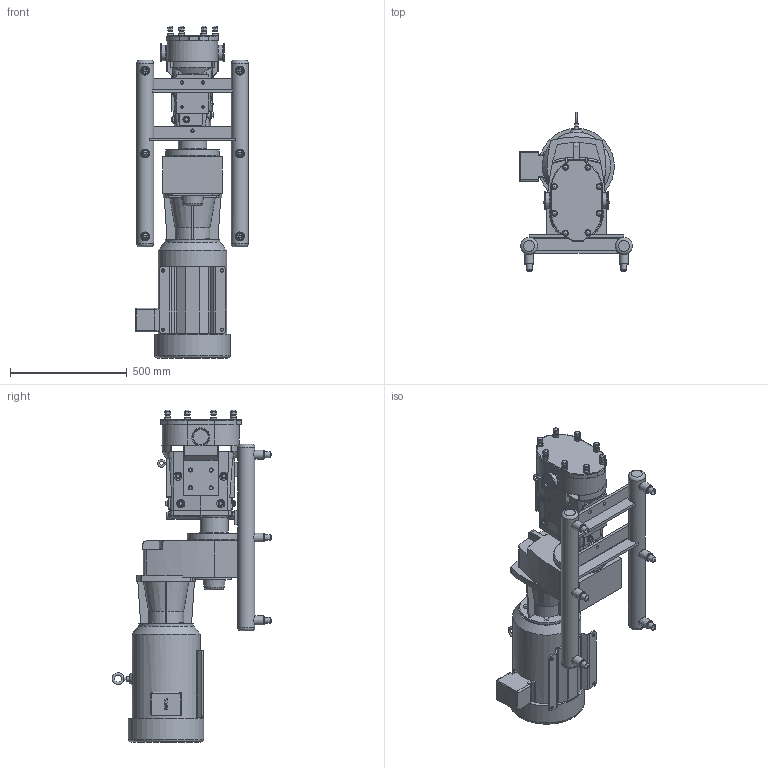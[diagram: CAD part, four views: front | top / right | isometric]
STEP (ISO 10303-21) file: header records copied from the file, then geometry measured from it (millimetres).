
FILE_DESCRIPTION(/* description */ (''),/* implementation_level */ '2;1');
FILE_NAME(/* name */ 'U3_060U3_256TC_2.5x2.5_S-Line_20HP_LH_SM.stp',/* time_stamp */ '2021-05-24T19:10:42+06:00',/* author */ ('trtmhr'),/* organization */ (''),/* preprocessor_version */ 'ST-DEVELOPER v18.1',/* originating_system */ 'Autodesk Inventor 2020',/* authorisation */ '');
FILE_SCHEMA (('AUTOMOTIVE_DESIGN { 1 0 10303 214 3 1 1 }'));
Length unit declared in the file: inch
Products named in the file (1): U3_060U3_256TC_2.5x2.5_S-Line_20HP_LH_SM
Bounding box: 483.68 x 685.29 x 1424.41 mm (x, y, z)
Volume: 88475345.7 mm3; surface area: 2616095.3 mm2
Topology: 2 solids, 2 shells, 1042 faces, 2870 edges, 1904 vertices
Faces by surface type: plane 511, cylinder 303, torus 80, cone 74, bspline 62, sphere 12
Full cylindrical faces by diameter (mm): 7.62 x2, 7.798 x1, 10.719 x4, 13.462 x4, 14.3 x3, 14.478 x1, 15.24 x1, 19.05 x8, 19.304 x1, 23.876 x3, 25.4 x19, 29.21 x2, 31.75 x3, 35.052 x6, 38.1 x6, 63.5 x2, 65.761 x2, 65.786 x2, 66.777 x2, 77.495 x2, 120.65 x1, 229.997 x1, 230.124 x1, 232.994 x1, 292.329 x1, 324.612 x1
Entity records: 35474 total; most frequent: CARTESIAN_POINT 8474, ORIENTED_EDGE 5702, DIRECTION 5680, EDGE_CURVE 2851, AXIS2_PLACEMENT_3D 2157, VERTEX_POINT 1904, LINE 1366, VECTOR 1366
